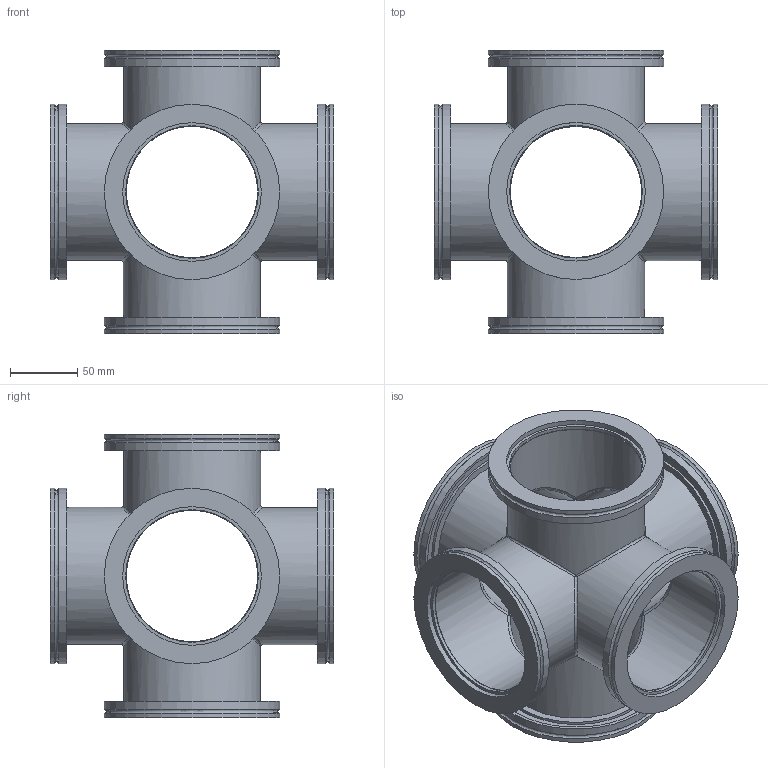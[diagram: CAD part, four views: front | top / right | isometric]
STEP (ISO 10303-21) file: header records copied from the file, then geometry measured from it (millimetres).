
FILE_DESCRIPTION (( 'STEP AP214' ), '1' );
FILE_NAME ('X61ISOK100 FULLVAC.STEP', '2019-11-08T15:05:38', ( '' ), ( '' ), 'SwSTEP 2.0', 'SolidWorks 2017', '' );
FILE_SCHEMA (( 'AUTOMOTIVE_DESIGN' ));
Length unit declared in the file: millimetre
Products named in the file (3): 1^X61ISOK100 FULLVAC; X61ISOK100 FULLVAC; 2^X61ISOK100 FULLVAC
Assembly tree (7 placements, depth 2):
  X61ISOK100 FULLVAC
    1^X61ISOK100 FULLVAC
    2^X61ISOK100 FULLVAC  x6
Bounding box: 209.8 x 209.8 x 209.8 mm (x, y, z)
Volume: 543864.1 mm3; surface area: 331798.9 mm2
Topology: 7 solids, 7 shells, 154 faces, 318 edges, 198 vertices
Faces by surface type: cylinder 54, bspline 52, plane 42, cone 6
Full cylindrical faces by diameter (mm): 97.38 x6, 98.3 x6, 101.6 x6, 101.9 x6, 102.7 x6, 112.3 x6, 125 x6, 130 x12
Entity records: 11083 total; most frequent: CARTESIAN_POINT 9022, ORIENTED_EDGE 248, DIRECTION 138, EDGE_CURVE 124, EDGE_LOOP 108, B_SPLINE_CURVE_WITH_KNOTS 97, FACE_OUTER_BOUND 95, UNCERTAINTY_MEASURE_WITH_UNIT 81
